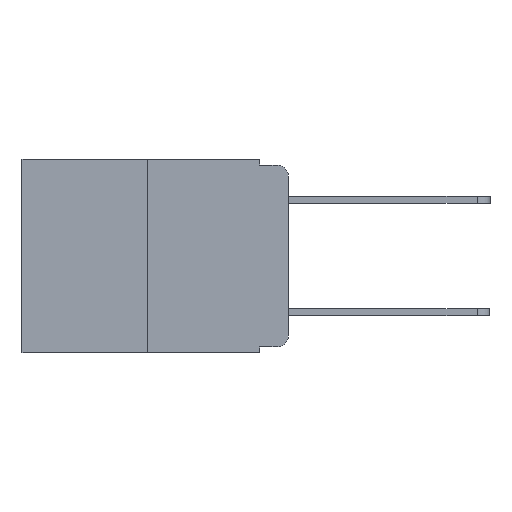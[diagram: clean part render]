
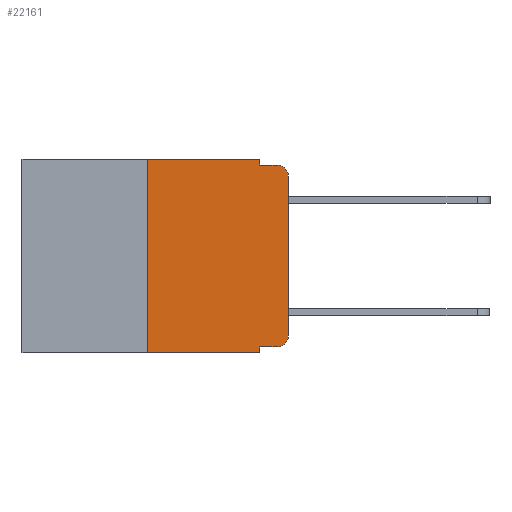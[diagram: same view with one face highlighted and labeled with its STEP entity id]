
A CAD part, left-side view. The second image highlights one B-rep face of the part: STEP entity #22161.
In plain terms, the highlighted planar face has unit normal (-1, 0, 0).
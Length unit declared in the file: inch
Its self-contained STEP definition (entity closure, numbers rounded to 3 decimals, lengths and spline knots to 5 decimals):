
#495 = EDGE_CURVE ( 'NONE', #12195, #5459, #3565, .T. ) ;
#596 = EDGE_CURVE ( 'NONE', #5459, #16300, #12393, .T. ) ;
#1531 = CARTESIAN_POINT ( 'NONE',  ( 0., 0., 0. ) ) ;
#1714 = CARTESIAN_POINT ( 'NONE',  ( 0., 0.051, 0. ) ) ;
#1987 = ORIENTED_EDGE ( 'NONE', *, *, #6866, .F. ) ;
#3565 = CIRCLE ( 'NONE', #19303, 0.02 ) ;
#3606 = ORIENTED_EDGE ( 'NONE', *, *, #17519, .T. ) ;
#3868 = DIRECTION ( 'NONE',  ( -1., 0., 0. ) ) ;
#4201 = CARTESIAN_POINT ( 'NONE',  ( 0., 0.473, 0. ) ) ;
#4289 = DIRECTION ( 'NONE',  ( 0., -1., 0. ) ) ;
#4411 = FACE_OUTER_BOUND ( 'NONE', #12663, .T. ) ;
#4680 = DIRECTION ( 'NONE',  ( 0., -1., 0. ) ) ;
#4974 = EDGE_CURVE ( 'NONE', #9131, #21855, #22068, .T. ) ;
#4978 = EDGE_CURVE ( 'NONE', #9131, #5974, #8382, .T. ) ;
#5237 = LINE ( 'NONE', #17126, #18030 ) ;
#5318 = DIRECTION ( 'NONE',  ( 0., 0., 1. ) ) ;
#5459 = VERTEX_POINT ( 'NONE', #14108 ) ;
#5907 = CARTESIAN_POINT ( 'NONE',  ( 0., 0.473, -0.343 ) ) ;
#5917 = DIRECTION ( 'NONE',  ( 0., 0., -1. ) ) ;
#5974 = VERTEX_POINT ( 'NONE', #8744 ) ;
#5992 = LINE ( 'NONE', #20279, #14758 ) ;
#6151 = VERTEX_POINT ( 'NONE', #19619 ) ;
#6317 = ORIENTED_EDGE ( 'NONE', *, *, #18617, .F. ) ;
#6507 = CARTESIAN_POINT ( 'NONE',  ( 0., 0.051, -0.343 ) ) ;
#6700 = LINE ( 'NONE', #15048, #15473 ) ;
#6848 = ORIENTED_EDGE ( 'NONE', *, *, #20775, .T. ) ;
#6866 = EDGE_CURVE ( 'NONE', #18631, #12098, #12888, .T. ) ;
#7820 = VECTOR ( 'NONE', #5318, 39.37008 ) ;
#8382 = LINE ( 'NONE', #16316, #7820 ) ;
#8528 = ORIENTED_EDGE ( 'NONE', *, *, #14351, .F. ) ;
#8744 = CARTESIAN_POINT ( 'NONE',  ( 0., 0.25, 0. ) ) ;
#9131 = VERTEX_POINT ( 'NONE', #20936 ) ;
#9660 = DIRECTION ( 'NONE',  ( 0., 0., -1. ) ) ;
#9998 = CARTESIAN_POINT ( 'NONE',  ( 0., 0., -0.03 ) ) ;
#10017 = CARTESIAN_POINT ( 'NONE',  ( 0., 0.051, -0.01 ) ) ;
#10100 = EDGE_CURVE ( 'NONE', #6151, #21855, #14160, .T. ) ;
#10102 = CARTESIAN_POINT ( 'NONE',  ( 0., 0.02, -0.01 ) ) ;
#10198 = DIRECTION ( 'NONE',  ( -1., 0., 0. ) ) ;
#12098 = VERTEX_POINT ( 'NONE', #10102 ) ;
#12195 = VERTEX_POINT ( 'NONE', #19024 ) ;
#12392 = CIRCLE ( 'NONE', #20385, 0.02 ) ;
#12393 = LINE ( 'NONE', #1531, #16464 ) ;
#12663 = EDGE_LOOP ( 'NONE', ( #19357, #6848, #1987, #8528, #6317, #18036, #21436, #16419, #3606, #16172 ) ) ;
#12888 = LINE ( 'NONE', #14741, #18033 ) ;
#13122 = CARTESIAN_POINT ( 'NONE',  ( 0., 0.051, 0. ) ) ;
#13512 = VERTEX_POINT ( 'NONE', #1714 ) ;
#13723 = DIRECTION ( 'NONE',  ( 0., -1., 0. ) ) ;
#14108 = CARTESIAN_POINT ( 'NONE',  ( 0., 0., -0.313 ) ) ;
#14160 = LINE ( 'NONE', #13122, #17115 ) ;
#14326 = CARTESIAN_POINT ( 'NONE',  ( 0., 0.02, -0.03 ) ) ;
#14351 = EDGE_CURVE ( 'NONE', #13512, #18631, #6700, .T. ) ;
#14741 = CARTESIAN_POINT ( 'NONE',  ( 0., 0.051, -0.01 ) ) ;
#14758 = VECTOR ( 'NONE', #4680, 39.37008 ) ;
#15048 = CARTESIAN_POINT ( 'NONE',  ( 0., 0.051, 0. ) ) ;
#15473 = VECTOR ( 'NONE', #16769, 39.37008 ) ;
#16067 = DIRECTION ( 'NONE',  ( 0., 0., -1. ) ) ;
#16172 = ORIENTED_EDGE ( 'NONE', *, *, #495, .T. ) ;
#16300 = VERTEX_POINT ( 'NONE', #9998 ) ;
#16316 = CARTESIAN_POINT ( 'NONE',  ( 0., 0.25, 0. ) ) ;
#16377 = DIRECTION ( 'NONE',  ( 1., 0., 0. ) ) ;
#16419 = ORIENTED_EDGE ( 'NONE', *, *, #10100, .F. ) ;
#16464 = VECTOR ( 'NONE', #17602, 39.37008 ) ;
#16769 = DIRECTION ( 'NONE',  ( 0., 0., -1. ) ) ;
#17072 = VECTOR ( 'NONE', #22048, 39.37008 ) ;
#17115 = VECTOR ( 'NONE', #9660, 39.37008 ) ;
#17126 = CARTESIAN_POINT ( 'NONE',  ( 0., 0.051, -0.333 ) ) ;
#17519 = EDGE_CURVE ( 'NONE', #6151, #12195, #5237, .T. ) ;
#17602 = DIRECTION ( 'NONE',  ( 0., 0., 1. ) ) ;
#18030 = VECTOR ( 'NONE', #13723, 39.37008 ) ;
#18033 = VECTOR ( 'NONE', #4289, 39.37008 ) ;
#18036 = ORIENTED_EDGE ( 'NONE', *, *, #4978, .F. ) ;
#18617 = EDGE_CURVE ( 'NONE', #5974, #13512, #5992, .T. ) ;
#18631 = VERTEX_POINT ( 'NONE', #10017 ) ;
#19024 = CARTESIAN_POINT ( 'NONE',  ( 0., 0.02, -0.333 ) ) ;
#19303 = AXIS2_PLACEMENT_3D ( 'NONE', #20521, #10198, #22173 ) ;
#19357 = ORIENTED_EDGE ( 'NONE', *, *, #596, .T. ) ;
#19619 = CARTESIAN_POINT ( 'NONE',  ( 0., 0.051, -0.333 ) ) ;
#20279 = CARTESIAN_POINT ( 'NONE',  ( 0., 0.473, 0. ) ) ;
#20385 = AXIS2_PLACEMENT_3D ( 'NONE', #14326, #3868, #16067 ) ;
#20521 = CARTESIAN_POINT ( 'NONE',  ( 0., 0.02, -0.313 ) ) ;
#20775 = EDGE_CURVE ( 'NONE', #16300, #12098, #12392, .T. ) ;
#20840 = AXIS2_PLACEMENT_3D ( 'NONE', #4201, #16377, #5917 ) ;
#20936 = CARTESIAN_POINT ( 'NONE',  ( 0., 0.25, -0.343 ) ) ;
#21396 = PLANE ( 'NONE',  #20840 ) ;
#21436 = ORIENTED_EDGE ( 'NONE', *, *, #4974, .T. ) ;
#21855 = VERTEX_POINT ( 'NONE', #6507 ) ;
#22048 = DIRECTION ( 'NONE',  ( 0., -1., 0. ) ) ;
#22068 = LINE ( 'NONE', #5907, #17072 ) ;
#22161 = ADVANCED_FACE ( 'NONE', ( #4411 ), #21396, .F. ) ;
#22173 = DIRECTION ( 'NONE',  ( 0., 0., -1. ) ) ;
